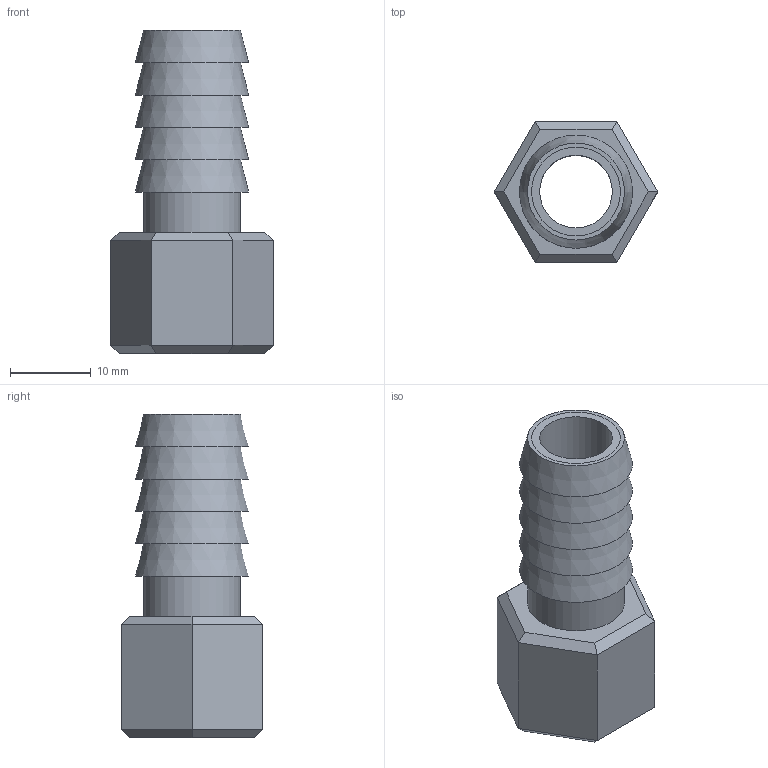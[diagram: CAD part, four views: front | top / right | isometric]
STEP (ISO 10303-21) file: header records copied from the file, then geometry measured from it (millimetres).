
FILE_DESCRIPTION(('FreeCAD Model'),'2;1');
FILE_NAME('Open CASCADE Shape Model','2021-01-23T17:19:32',( 'kicad StepUp'),('ksu MCAD'),'Open CASCADE STEP processor 7.3', 'FreeCAD','Unknown');
FILE_SCHEMA(('AUTOMOTIVE_DESIGN { 1 0 10303 214 1 1 1 1 }'));
Length unit declared in the file: millimetre
Products named in the file (1): Part_cp
Bounding box: 20.21 x 17.5 x 40 mm (x, y, z)
Volume: 4058.5 mm3; surface area: 3688.6 mm2
Topology: 1 solids, 1 shells, 38 faces, 71 edges, 43 vertices
Faces by surface type: plane 28, cone 6, cylinder 4
Full cylindrical faces by diameter (mm): 9 x2, 11.2 x1, 12 x1
Entity records: 951 total; most frequent: DIRECTION 163, CARTESIAN_POINT 158, ORIENTED_EDGE 142, EDGE_CURVE 71, AXIS2_PLACEMENT_3D 58, FACE_BOUND 48, EDGE_LOOP 48, LINE 47
